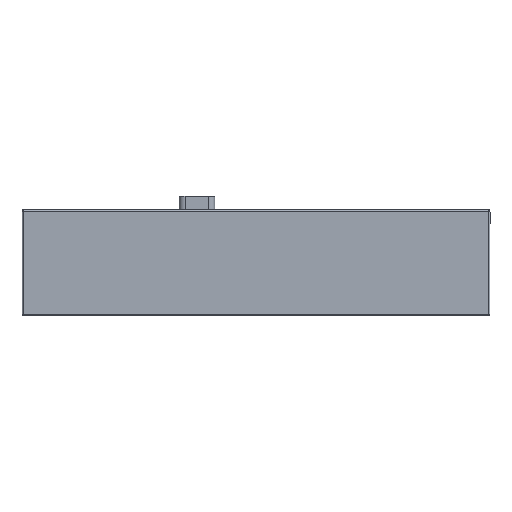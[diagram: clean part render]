
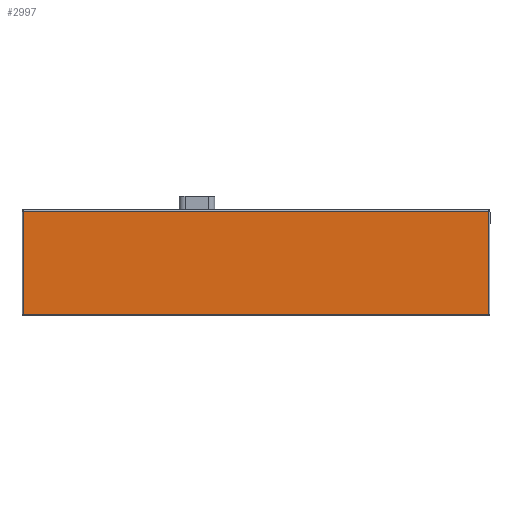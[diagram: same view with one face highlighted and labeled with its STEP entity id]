
A CAD part, front view. The second image highlights one B-rep face of the part: STEP entity #2997.
In plain terms, the highlighted face is planar.
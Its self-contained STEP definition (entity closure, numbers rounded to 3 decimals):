
#176 = CARTESIAN_POINT ( 'NONE',  ( 0., 0., 31.7 ) ) ;
#294 = DIRECTION ( 'NONE',  ( 1., 0., 0. ) ) ;
#1257 = DIRECTION ( 'NONE',  ( 0., -1., 0. ) ) ;
#1308 = ORIENTED_EDGE ( 'NONE', *, *, #12239, .T. ) ;
#1319 = CARTESIAN_POINT ( 'NONE',  ( 0.2, 0., 31.7 ) ) ;
#1513 = LINE ( 'NONE', #9667, #8672 ) ;
#1643 = ORIENTED_EDGE ( 'NONE', *, *, #12892, .T. ) ;
#1683 = FACE_OUTER_BOUND ( 'NONE', #11272, .T. ) ;
#1816 = PLANE ( 'NONE',  #8340 ) ;
#2997 = ADVANCED_FACE ( 'NONE', ( #1683 ), #1816, .T. ) ;
#3165 = CARTESIAN_POINT ( 'NONE',  ( 68.5, 0.2, 31.7 ) ) ;
#4169 = VERTEX_POINT ( 'NONE', #11141 ) ;
#4347 = ORIENTED_EDGE ( 'NONE', *, *, #5993, .T. ) ;
#4840 = EDGE_CURVE ( 'NONE', #7964, #6074, #11437, .T. ) ;
#4929 = DIRECTION ( 'NONE',  ( 0., 0., 1. ) ) ;
#5165 = CARTESIAN_POINT ( 'NONE',  ( 0.2, 0.2, 31.7 ) ) ;
#5993 = EDGE_CURVE ( 'NONE', #6074, #9339, #7055, .T. ) ;
#6074 = VERTEX_POINT ( 'NONE', #5165 ) ;
#7045 = VECTOR ( 'NONE', #1257, 1000. ) ;
#7055 = LINE ( 'NONE', #3165, #9808 ) ;
#7432 = DIRECTION ( 'NONE',  ( 0., 1., 0. ) ) ;
#7964 = VERTEX_POINT ( 'NONE', #12478 ) ;
#8284 = CARTESIAN_POINT ( 'NONE',  ( 0., 15.3, 31.7 ) ) ;
#8340 = AXIS2_PLACEMENT_3D ( 'NONE', #176, #4929, #11079 ) ;
#8672 = VECTOR ( 'NONE', #7432, 1000. ) ;
#9095 = CARTESIAN_POINT ( 'NONE',  ( 68.3, 0.2, 31.7 ) ) ;
#9339 = VERTEX_POINT ( 'NONE', #9095 ) ;
#9667 = CARTESIAN_POINT ( 'NONE',  ( 68.3, 15.3, 31.7 ) ) ;
#9808 = VECTOR ( 'NONE', #294, 1000. ) ;
#11020 = ORIENTED_EDGE ( 'NONE', *, *, #4840, .T. ) ;
#11079 = DIRECTION ( 'NONE',  ( 1., 0., 0. ) ) ;
#11141 = CARTESIAN_POINT ( 'NONE',  ( 68.3, 15.3, 31.7 ) ) ;
#11165 = VECTOR ( 'NONE', #11563, 1000. ) ;
#11272 = EDGE_LOOP ( 'NONE', ( #4347, #1643, #1308, #11020 ) ) ;
#11294 = LINE ( 'NONE', #8284, #11165 ) ;
#11437 = LINE ( 'NONE', #1319, #7045 ) ;
#11563 = DIRECTION ( 'NONE',  ( -1., 0., 0. ) ) ;
#12239 = EDGE_CURVE ( 'NONE', #4169, #7964, #11294, .T. ) ;
#12478 = CARTESIAN_POINT ( 'NONE',  ( 0.2, 15.3, 31.7 ) ) ;
#12892 = EDGE_CURVE ( 'NONE', #9339, #4169, #1513, .T. ) ;
